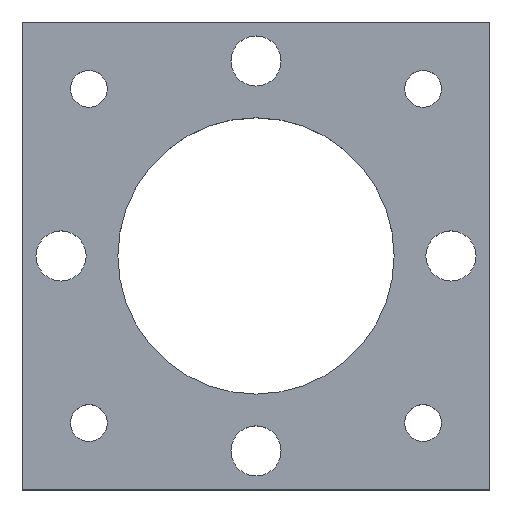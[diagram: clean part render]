
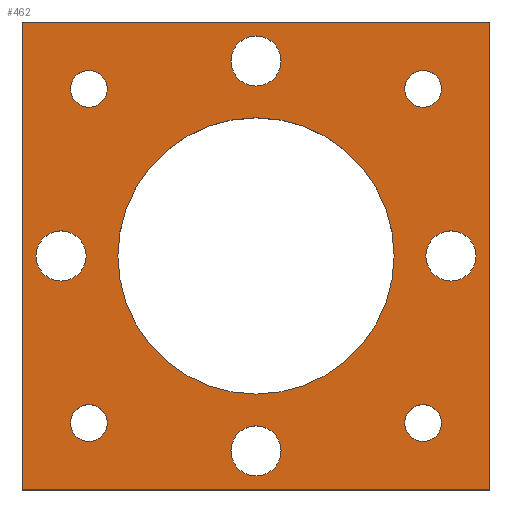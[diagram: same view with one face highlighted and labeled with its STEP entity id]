
A CAD part, top view. The second image highlights one B-rep face of the part: STEP entity #462.
In plain terms, the highlighted free-form (B-spline) face has degree [1, 1] with [2, 2] control points.
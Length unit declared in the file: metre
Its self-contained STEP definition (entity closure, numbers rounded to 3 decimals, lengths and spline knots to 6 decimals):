
#14=LINE('',#771,#26);
#18=LINE('',#782,#30);
#21=LINE('',#791,#33);
#23=LINE('',#887,#35);
#26=VECTOR('',#553,1.);
#30=VECTOR('',#557,1.);
#33=VECTOR('',#560,1.);
#35=VECTOR('',#598,1.);
#40=B_SPLINE_SURFACE_WITH_KNOTS('',1,1,((#888,#889),(#890,#891)),
 .PLANE_SURF.,.F.,.F.,.F.,(2,2),(2,2),(0.,1.),(0.,1.),.UNSPECIFIED.);
#148=ORIENTED_EDGE('',*,*,#192,.F.);
#149=ORIENTED_EDGE('',*,*,#254,.F.);
#150=ORIENTED_EDGE('',*,*,#196,.F.);
#151=ORIENTED_EDGE('',*,*,#252,.F.);
#152=ORIENTED_EDGE('',*,*,#200,.F.);
#153=ORIENTED_EDGE('',*,*,#250,.F.);
#154=ORIENTED_EDGE('',*,*,#204,.F.);
#155=ORIENTED_EDGE('',*,*,#248,.F.);
#156=ORIENTED_EDGE('',*,*,#208,.F.);
#157=ORIENTED_EDGE('',*,*,#246,.F.);
#158=ORIENTED_EDGE('',*,*,#212,.F.);
#159=ORIENTED_EDGE('',*,*,#244,.F.);
#160=ORIENTED_EDGE('',*,*,#216,.F.);
#161=ORIENTED_EDGE('',*,*,#242,.F.);
#162=ORIENTED_EDGE('',*,*,#220,.F.);
#163=ORIENTED_EDGE('',*,*,#240,.F.);
#164=ORIENTED_EDGE('',*,*,#224,.F.);
#165=ORIENTED_EDGE('',*,*,#238,.F.);
#166=ORIENTED_EDGE('',*,*,#230,.F.);
#167=ORIENTED_EDGE('',*,*,#234,.T.);
#168=ORIENTED_EDGE('',*,*,#237,.T.);
#169=ORIENTED_EDGE('',*,*,#257,.F.);
#192=EDGE_CURVE('',#258,#259,#302,.T.);
#196=EDGE_CURVE('',#262,#263,#304,.T.);
#200=EDGE_CURVE('',#266,#267,#306,.T.);
#204=EDGE_CURVE('',#270,#271,#308,.T.);
#208=EDGE_CURVE('',#274,#275,#310,.T.);
#212=EDGE_CURVE('',#278,#279,#312,.T.);
#216=EDGE_CURVE('',#282,#283,#314,.T.);
#220=EDGE_CURVE('',#286,#287,#316,.T.);
#224=EDGE_CURVE('',#290,#291,#318,.T.);
#230=EDGE_CURVE('',#296,#297,#14,.T.);
#234=EDGE_CURVE('',#296,#299,#18,.T.);
#237=EDGE_CURVE('',#299,#301,#21,.T.);
#238=EDGE_CURVE('',#291,#290,#320,.T.);
#240=EDGE_CURVE('',#287,#286,#322,.T.);
#242=EDGE_CURVE('',#283,#282,#324,.T.);
#244=EDGE_CURVE('',#279,#278,#326,.T.);
#246=EDGE_CURVE('',#275,#274,#328,.T.);
#248=EDGE_CURVE('',#271,#270,#330,.T.);
#250=EDGE_CURVE('',#267,#266,#332,.T.);
#252=EDGE_CURVE('',#263,#262,#334,.T.);
#254=EDGE_CURVE('',#259,#258,#336,.T.);
#257=EDGE_CURVE('',#297,#301,#23,.T.);
#258=VERTEX_POINT('',#609);
#259=VERTEX_POINT('',#610);
#262=VERTEX_POINT('',#627);
#263=VERTEX_POINT('',#628);
#266=VERTEX_POINT('',#645);
#267=VERTEX_POINT('',#646);
#270=VERTEX_POINT('',#663);
#271=VERTEX_POINT('',#664);
#274=VERTEX_POINT('',#681);
#275=VERTEX_POINT('',#682);
#278=VERTEX_POINT('',#699);
#279=VERTEX_POINT('',#700);
#282=VERTEX_POINT('',#717);
#283=VERTEX_POINT('',#718);
#286=VERTEX_POINT('',#735);
#287=VERTEX_POINT('',#736);
#290=VERTEX_POINT('',#753);
#291=VERTEX_POINT('',#754);
#296=VERTEX_POINT('',#770);
#297=VERTEX_POINT('',#772);
#299=VERTEX_POINT('',#781);
#301=VERTEX_POINT('',#790);
#302=CIRCLE('',#477,0.00165);
#304=CIRCLE('',#479,0.00165);
#306=CIRCLE('',#481,0.00165);
#308=CIRCLE('',#483,0.00165);
#310=CIRCLE('',#485,0.00225);
#312=CIRCLE('',#487,0.00225);
#314=CIRCLE('',#489,0.00225);
#316=CIRCLE('',#491,0.00225);
#318=CIRCLE('',#493,0.0124);
#320=CIRCLE('',#495,0.0124);
#322=CIRCLE('',#497,0.00225);
#324=CIRCLE('',#499,0.00225);
#326=CIRCLE('',#501,0.00225);
#328=CIRCLE('',#503,0.00225);
#330=CIRCLE('',#505,0.00165);
#332=CIRCLE('',#507,0.00165);
#334=CIRCLE('',#509,0.00165);
#336=CIRCLE('',#511,0.00165);
#360=EDGE_LOOP('',(#148,#149));
#361=EDGE_LOOP('',(#150,#151));
#362=EDGE_LOOP('',(#152,#153));
#363=EDGE_LOOP('',(#154,#155));
#364=EDGE_LOOP('',(#156,#157));
#365=EDGE_LOOP('',(#158,#159));
#366=EDGE_LOOP('',(#160,#161));
#367=EDGE_LOOP('',(#162,#163));
#368=EDGE_LOOP('',(#164,#165));
#369=EDGE_LOOP('',(#166,#167,#168,#169));
#402=FACE_BOUND('',#360,.T.);
#403=FACE_BOUND('',#361,.T.);
#404=FACE_BOUND('',#362,.T.);
#405=FACE_BOUND('',#363,.T.);
#406=FACE_BOUND('',#364,.T.);
#407=FACE_BOUND('',#365,.T.);
#408=FACE_BOUND('',#366,.T.);
#409=FACE_BOUND('',#367,.T.);
#410=FACE_BOUND('',#368,.T.);
#411=FACE_BOUND('',#369,.T.);
#462=ADVANCED_FACE('',(#402,#403,#404,#405,#406,#407,#408,#409,#410,#411),
#40,.T.);
#477=AXIS2_PLACEMENT_3D('',#608,#515,#516);
#479=AXIS2_PLACEMENT_3D('',#626,#519,#520);
#481=AXIS2_PLACEMENT_3D('',#644,#523,#524);
#483=AXIS2_PLACEMENT_3D('',#662,#527,#528);
#485=AXIS2_PLACEMENT_3D('',#680,#531,#532);
#487=AXIS2_PLACEMENT_3D('',#698,#535,#536);
#489=AXIS2_PLACEMENT_3D('',#716,#539,#540);
#491=AXIS2_PLACEMENT_3D('',#734,#543,#544);
#493=AXIS2_PLACEMENT_3D('',#752,#547,#548);
#495=AXIS2_PLACEMENT_3D('',#800,#561,#562);
#497=AXIS2_PLACEMENT_3D('',#810,#565,#566);
#499=AXIS2_PLACEMENT_3D('',#820,#569,#570);
#501=AXIS2_PLACEMENT_3D('',#830,#573,#574);
#503=AXIS2_PLACEMENT_3D('',#840,#577,#578);
#505=AXIS2_PLACEMENT_3D('',#850,#581,#582);
#507=AXIS2_PLACEMENT_3D('',#860,#585,#586);
#509=AXIS2_PLACEMENT_3D('',#870,#589,#590);
#511=AXIS2_PLACEMENT_3D('',#880,#593,#594);
#515=DIRECTION('',(0.,0.,1.));
#516=DIRECTION('',(1.,0.,0.));
#519=DIRECTION('',(0.,0.,1.));
#520=DIRECTION('',(1.,0.,0.));
#523=DIRECTION('',(0.,0.,1.));
#524=DIRECTION('',(1.,0.,0.));
#527=DIRECTION('',(0.,0.,1.));
#528=DIRECTION('',(1.,0.,0.));
#531=DIRECTION('',(0.,0.,1.));
#532=DIRECTION('',(1.,0.,0.));
#535=DIRECTION('',(0.,0.,1.));
#536=DIRECTION('',(1.,0.,0.));
#539=DIRECTION('',(0.,0.,1.));
#540=DIRECTION('',(1.,0.,0.));
#543=DIRECTION('',(0.,0.,1.));
#544=DIRECTION('',(1.,0.,0.));
#547=DIRECTION('',(0.,0.,1.));
#548=DIRECTION('',(1.,0.,0.));
#553=DIRECTION('',(-1.,0.,0.));
#557=DIRECTION('',(0.,1.,0.));
#560=DIRECTION('',(-1.,0.,0.));
#561=DIRECTION('',(0.,0.,1.));
#562=DIRECTION('',(1.,0.,0.));
#565=DIRECTION('',(0.,0.,1.));
#566=DIRECTION('',(1.,0.,0.));
#569=DIRECTION('',(0.,0.,1.));
#570=DIRECTION('',(1.,0.,0.));
#573=DIRECTION('',(0.,0.,1.));
#574=DIRECTION('',(1.,0.,0.));
#577=DIRECTION('',(0.,0.,1.));
#578=DIRECTION('',(1.,0.,0.));
#581=DIRECTION('',(0.,0.,1.));
#582=DIRECTION('',(1.,0.,0.));
#585=DIRECTION('',(0.,0.,1.));
#586=DIRECTION('',(1.,0.,0.));
#589=DIRECTION('',(0.,0.,1.));
#590=DIRECTION('',(1.,0.,0.));
#593=DIRECTION('',(0.,0.,1.));
#594=DIRECTION('',(1.,0.,0.));
#598=DIRECTION('',(0.,1.,0.));
#608=CARTESIAN_POINT('',(0.015,0.015,0.005));
#609=CARTESIAN_POINT('',(0.01335,0.015,0.005));
#610=CARTESIAN_POINT('',(0.01665,0.015,0.005));
#626=CARTESIAN_POINT('',(-0.015,0.015,0.005));
#627=CARTESIAN_POINT('',(-0.01665,0.015,0.005));
#628=CARTESIAN_POINT('',(-0.01335,0.015,0.005));
#644=CARTESIAN_POINT('',(-0.015,-0.015,0.005));
#645=CARTESIAN_POINT('',(-0.01665,-0.015,0.005));
#646=CARTESIAN_POINT('',(-0.01335,-0.015,0.005));
#662=CARTESIAN_POINT('',(0.015,-0.015,0.005));
#663=CARTESIAN_POINT('',(0.01335,-0.015,0.005));
#664=CARTESIAN_POINT('',(0.01665,-0.015,0.005));
#680=CARTESIAN_POINT('',(0.0175,0.,0.005));
#681=CARTESIAN_POINT('',(0.01525,0.,0.005));
#682=CARTESIAN_POINT('',(0.01975,0.,0.005));
#698=CARTESIAN_POINT('',(0.,-0.0175,0.005));
#699=CARTESIAN_POINT('',(-0.00225,-0.0175,0.005));
#700=CARTESIAN_POINT('',(0.00225,-0.0175,0.005));
#716=CARTESIAN_POINT('',(-0.0175,0.,0.005));
#717=CARTESIAN_POINT('',(-0.01975,0.,0.005));
#718=CARTESIAN_POINT('',(-0.01525,0.,0.005));
#734=CARTESIAN_POINT('',(0.,0.0175,0.005));
#735=CARTESIAN_POINT('',(-0.00225,0.0175,0.005));
#736=CARTESIAN_POINT('',(0.00225,0.0175,0.005));
#752=CARTESIAN_POINT('',(0.,0.,0.005));
#753=CARTESIAN_POINT('',(-0.0124,0.,0.005));
#754=CARTESIAN_POINT('',(0.0124,0.,0.005));
#770=CARTESIAN_POINT('',(0.021,-0.021,0.005));
#771=CARTESIAN_POINT('',(0.,-0.021,0.005));
#772=CARTESIAN_POINT('',(-0.021,-0.021,0.005));
#781=CARTESIAN_POINT('',(0.021,0.021,0.005));
#782=CARTESIAN_POINT('',(0.021,0.,0.005));
#790=CARTESIAN_POINT('',(-0.021,0.021,0.005));
#791=CARTESIAN_POINT('',(0.,0.021,0.005));
#800=CARTESIAN_POINT('',(0.,0.,0.005));
#810=CARTESIAN_POINT('',(0.,0.0175,0.005));
#820=CARTESIAN_POINT('',(-0.0175,0.,0.005));
#830=CARTESIAN_POINT('',(0.,-0.0175,0.005));
#840=CARTESIAN_POINT('',(0.0175,0.,0.005));
#850=CARTESIAN_POINT('',(0.015,-0.015,0.005));
#860=CARTESIAN_POINT('',(-0.015,-0.015,0.005));
#870=CARTESIAN_POINT('',(-0.015,0.015,0.005));
#880=CARTESIAN_POINT('',(0.015,0.015,0.005));
#887=CARTESIAN_POINT('',(-0.021,0.,0.005));
#888=CARTESIAN_POINT('',(-0.0231,-0.0231,0.005));
#889=CARTESIAN_POINT('',(-0.0231,0.0231,0.005));
#890=CARTESIAN_POINT('',(0.0231,-0.0231,0.005));
#891=CARTESIAN_POINT('',(0.0231,0.0231,0.005));
